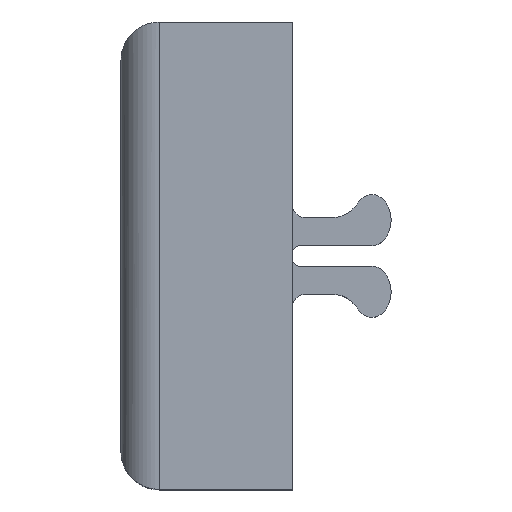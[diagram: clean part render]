
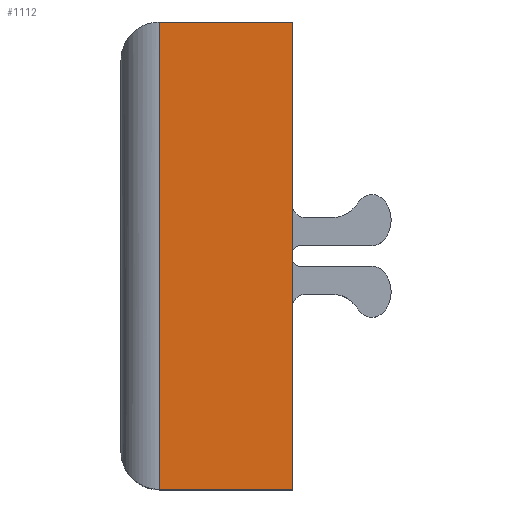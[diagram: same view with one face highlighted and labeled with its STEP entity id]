
A CAD part, top view. The second image highlights one B-rep face of the part: STEP entity #1112.
In plain terms, the highlighted planar face has unit normal (0, 0, 1).
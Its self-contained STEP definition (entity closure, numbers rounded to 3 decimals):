
#98=PLANE('',#1184);
#158=FACE_OUTER_BOUND('',#224,.T.);
#224=EDGE_LOOP('',(#1039,#1040,#1041,#1042));
#239=LINE('',#1471,#359);
#245=LINE('',#1481,#365);
#251=LINE('',#1493,#371);
#352=LINE('',#1894,#472);
#359=VECTOR('',#1207,10.);
#365=VECTOR('',#1217,10.);
#371=VECTOR('',#1227,10.);
#472=VECTOR('',#1444,10.);
#476=VERTEX_POINT('',#1454);
#481=VERTEX_POINT('',#1465);
#484=VERTEX_POINT('',#1479);
#488=VERTEX_POINT('',#1492);
#585=EDGE_CURVE('',#476,#481,#239,.T.);
#591=EDGE_CURVE('',#476,#484,#245,.T.);
#597=EDGE_CURVE('',#488,#481,#251,.F.);
#730=EDGE_CURVE('',#484,#488,#352,.F.);
#1039=ORIENTED_EDGE('',*,*,#585,.F.);
#1040=ORIENTED_EDGE('',*,*,#591,.T.);
#1041=ORIENTED_EDGE('',*,*,#730,.T.);
#1042=ORIENTED_EDGE('',*,*,#597,.T.);
#1112=ADVANCED_FACE('',(#158),#98,.T.);
#1184=AXIS2_PLACEMENT_3D('',#1895,#1445,#1446);
#1207=DIRECTION('',(0.,1.,0.));
#1217=DIRECTION('',(1.,0.,0.));
#1227=DIRECTION('',(1.,0.,0.));
#1444=DIRECTION('',(0.,-1.,0.));
#1445=DIRECTION('center_axis',(0.,0.,1.));
#1446=DIRECTION('ref_axis',(1.,0.,0.));
#1454=CARTESIAN_POINT('',(-4.297,-15.993,28.5));
#1465=CARTESIAN_POINT('',(-4.297,20.507,28.5));
#1471=CARTESIAN_POINT('',(-4.297,9.132,28.5));
#1479=CARTESIAN_POINT('',(6.103,-15.993,28.5));
#1481=CARTESIAN_POINT('',(-2.447,-15.993,28.5));
#1492=CARTESIAN_POINT('',(6.103,20.507,28.5));
#1493=CARTESIAN_POINT('',(1.253,20.507,28.5));
#1894=CARTESIAN_POINT('',(6.103,-7.618,28.5));
#1895=CARTESIAN_POINT('Origin',(-0.597,0.757,28.5));
